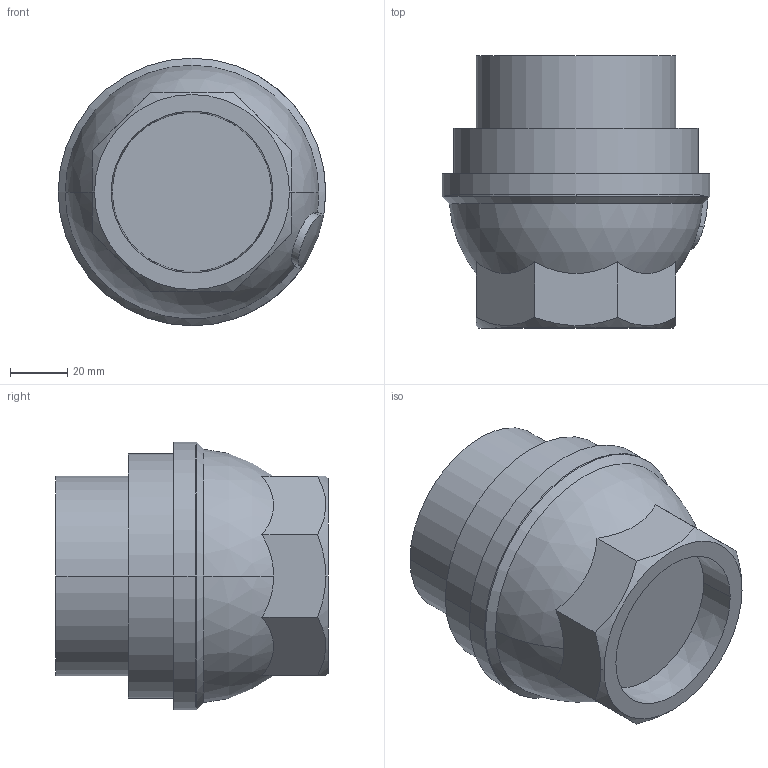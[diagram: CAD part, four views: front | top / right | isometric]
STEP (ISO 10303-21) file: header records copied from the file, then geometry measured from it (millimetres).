
FILE_DESCRIPTION((''),'2;1');
FILE_NAME('1402THR_1_SW0001','2023-10-31T11:06:04',('jlesh'),(''),'CREO PARAMETRIC BY PTC INC, 2023072','CREO PARAMETRIC BY PTC INC, 2023072','');
FILE_SCHEMA(('AUTOMOTIVE_DESIGN { 1 0 10303 214 1 1 1 1 }'));
Length unit declared in the file: inch
Products named in the file (1): 1402THR_1_SW0001
Bounding box: 93.66 x 95.25 x 93.66 mm (x, y, z)
Volume: 376818.6 mm3; surface area: 41479.6 mm2
Topology: 1 solids, 1 shells, 34 faces, 84 edges, 56 vertices
Faces by surface type: plane 16, cone 7, cylinder 7, sphere 4
Entity records: 2757 total; most frequent: COLOUR_RGB 1326, CARTESIAN_POINT 318, DIRECTION 186, ORIENTED_EDGE 168, EDGE_CURVE 84, AXIS2_PLACEMENT_3D 82, VERTEX_POINT 56, CIRCLE 48
